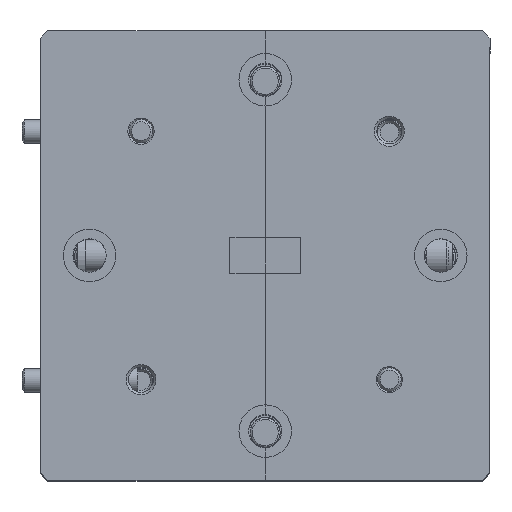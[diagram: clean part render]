
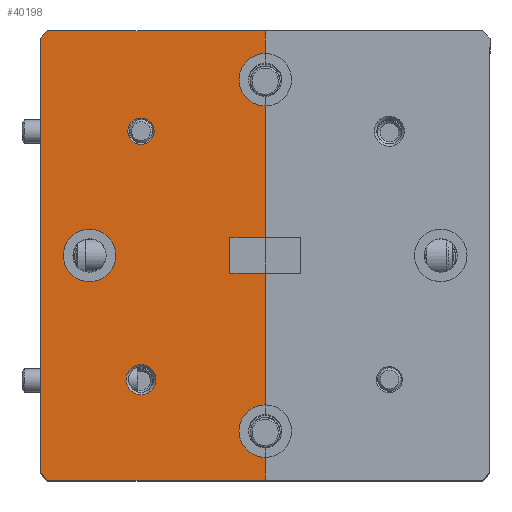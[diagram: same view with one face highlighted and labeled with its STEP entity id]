
A CAD part, top view. The second image highlights one B-rep face of the part: STEP entity #40198.
In plain terms, the highlighted planar face has unit normal (0, 0, 1).
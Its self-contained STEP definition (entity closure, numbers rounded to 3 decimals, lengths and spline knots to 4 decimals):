
#94 = CARTESIAN_POINT ( 'NONE',  ( -0.58, 0.6, 3.03 ) ) ;
#267 = VERTEX_POINT ( 'NONE', #43353 ) ;
#682 = CARTESIAN_POINT ( 'NONE',  ( -0.6, -0.6, 3.03 ) ) ;
#1400 = EDGE_CURVE ( 'NONE', #3174, #18057, #34510, .T. ) ;
#1495 = CIRCLE ( 'NONE', #10207, 0.04 ) ;
#1857 = EDGE_LOOP ( 'NONE', ( #12433, #41121, #39515, #17355, #9071, #27453, #42505, #18339, #34645, #7624, #30000, #26626, #22493, #9254 ) ) ;
#1862 = DIRECTION ( 'NONE',  ( 0.707, -0.707, 0. ) ) ;
#1913 = AXIS2_PLACEMENT_3D ( 'NONE', #14102, #35871, #17897 ) ;
#3174 = VERTEX_POINT ( 'NONE', #5936 ) ;
#3180 = ORIENTED_EDGE ( 'NONE', *, *, #4136, .F. ) ;
#4136 = EDGE_CURVE ( 'NONE', #39963, #39963, #1495, .T. ) ;
#4527 = CARTESIAN_POINT ( 'NONE',  ( 0., 0.6, 3.03 ) ) ;
#4846 = LINE ( 'NONE', #22641, #42114 ) ;
#5352 = DIRECTION ( 'NONE',  ( 0., -1., 0. ) ) ;
#5466 = LINE ( 'NONE', #4527, #7734 ) ;
#5936 = CARTESIAN_POINT ( 'NONE',  ( -0.094, -0.047, 3.03 ) ) ;
#6189 = DIRECTION ( 'NONE',  ( 1., 0., 0. ) ) ;
#6397 = FACE_OUTER_BOUND ( 'NONE', #1857, .T. ) ;
#6448 = CARTESIAN_POINT ( 'NONE',  ( -0.6, 0.6, 3.03 ) ) ;
#6993 = AXIS2_PLACEMENT_3D ( 'NONE', #31014, #23772, #41734 ) ;
#7624 = ORIENTED_EDGE ( 'NONE', *, *, #32062, .F. ) ;
#7734 = VECTOR ( 'NONE', #37496, 39.3701 ) ;
#8028 = AXIS2_PLACEMENT_3D ( 'NONE', #6448, #27802, #34878 ) ;
#8678 = LINE ( 'NONE', #12623, #35821 ) ;
#8796 = EDGE_CURVE ( 'NONE', #25132, #30226, #20695, .T. ) ;
#8972 = EDGE_CURVE ( 'NONE', #36458, #267, #19570, .T. ) ;
#9071 = ORIENTED_EDGE ( 'NONE', *, *, #10212, .T. ) ;
#9254 = ORIENTED_EDGE ( 'NONE', *, *, #30994, .F. ) ;
#9583 = DIRECTION ( 'NONE',  ( 1., 0., 0. ) ) ;
#10207 = AXIS2_PLACEMENT_3D ( 'NONE', #46424, #39486, #39645 ) ;
#10212 = EDGE_CURVE ( 'NONE', #25467, #28502, #8678, .T. ) ;
#10407 = EDGE_CURVE ( 'NONE', #18057, #14285, #43178, .T. ) ;
#11595 = DIRECTION ( 'NONE',  ( 1., 0., 0. ) ) ;
#11800 = DIRECTION ( 'NONE',  ( 0., 0., 1. ) ) ;
#12433 = ORIENTED_EDGE ( 'NONE', *, *, #8972, .F. ) ;
#12552 = VERTEX_POINT ( 'NONE', #35814 ) ;
#12623 = CARTESIAN_POINT ( 'NONE',  ( -0.6, 0.6, 3.03 ) ) ;
#13736 = VERTEX_POINT ( 'NONE', #16133 ) ;
#14102 = CARTESIAN_POINT ( 'NONE',  ( -0.3315, 0.3315, 3.03 ) ) ;
#14285 = VERTEX_POINT ( 'NONE', #27470 ) ;
#14549 = VERTEX_POINT ( 'NONE', #39461 ) ;
#14699 = DIRECTION ( 'NONE',  ( 0., -1., 0. ) ) ;
#15792 = LINE ( 'NONE', #22253, #33859 ) ;
#16133 = CARTESIAN_POINT ( 'NONE',  ( 0., -0.3988, 3.03 ) ) ;
#16407 = CARTESIAN_POINT ( 'NONE',  ( 0., 0.6, 3.03 ) ) ;
#16758 = CARTESIAN_POINT ( 'NONE',  ( -0.4687, 0.07, 3.03 ) ) ;
#16802 = EDGE_CURVE ( 'NONE', #24930, #43012, #26677, .T. ) ;
#16848 = DIRECTION ( 'NONE',  ( 0., 1., 0. ) ) ;
#17355 = ORIENTED_EDGE ( 'NONE', *, *, #32142, .T. ) ;
#17897 = DIRECTION ( 'NONE',  ( 0., 1., 0. ) ) ;
#18057 = VERTEX_POINT ( 'NONE', #19649 ) ;
#18339 = ORIENTED_EDGE ( 'NONE', *, *, #42276, .F. ) ;
#18752 = DIRECTION ( 'NONE',  ( 0., -1., 0. ) ) ;
#18939 = EDGE_CURVE ( 'NONE', #29219, #29219, #28787, .T. ) ;
#19038 = EDGE_CURVE ( 'NONE', #13736, #39912, #34418, .T. ) ;
#19354 = EDGE_CURVE ( 'NONE', #28502, #25132, #27697, .T. ) ;
#19570 = CIRCLE ( 'NONE', #6993, 0.07 ) ;
#19649 = CARTESIAN_POINT ( 'NONE',  ( -0.094, 0.047, 3.03 ) ) ;
#20119 = VECTOR ( 'NONE', #11595, 39.3701 ) ;
#20495 = VECTOR ( 'NONE', #23699, 39.3701 ) ;
#20695 = LINE ( 'NONE', #682, #20119 ) ;
#20964 = DIRECTION ( 'NONE',  ( 0., 1., 0. ) ) ;
#21710 = CARTESIAN_POINT ( 'NONE',  ( 0., -0.5388, 3.03 ) ) ;
#22253 = CARTESIAN_POINT ( 'NONE',  ( 0., 0.6, 3.03 ) ) ;
#22274 = CARTESIAN_POINT ( 'NONE',  ( -0.58, -0.6, 3.03 ) ) ;
#22371 = EDGE_CURVE ( 'NONE', #3174, #12552, #30332, .T. ) ;
#22493 = ORIENTED_EDGE ( 'NONE', *, *, #10407, .T. ) ;
#22596 = CARTESIAN_POINT ( 'NONE',  ( -0.4687, 0., 3.03 ) ) ;
#22641 = CARTESIAN_POINT ( 'NONE',  ( -0.59, 0.59, 3.03 ) ) ;
#22803 = FACE_BOUND ( 'NONE', #28123, .T. ) ;
#22853 = AXIS2_PLACEMENT_3D ( 'NONE', #28222, #31516, #16848 ) ;
#23311 = LINE ( 'NONE', #16407, #20495 ) ;
#23699 = DIRECTION ( 'NONE',  ( 0., -1., 0. ) ) ;
#23772 = DIRECTION ( 'NONE',  ( 0., 0., 1. ) ) ;
#24463 = EDGE_LOOP ( 'NONE', ( #27592 ) ) ;
#24700 = CARTESIAN_POINT ( 'NONE',  ( -0.6, -0.58, 3.03 ) ) ;
#24840 = CARTESIAN_POINT ( 'NONE',  ( -1.4039, 0.047, 3.03 ) ) ;
#24930 = VERTEX_POINT ( 'NONE', #94 ) ;
#25044 = FACE_BOUND ( 'NONE', #28647, .T. ) ;
#25132 = VERTEX_POINT ( 'NONE', #22274 ) ;
#25467 = VERTEX_POINT ( 'NONE', #27898 ) ;
#26204 = DIRECTION ( 'NONE',  ( 1., 0., 0. ) ) ;
#26434 = CARTESIAN_POINT ( 'NONE',  ( -0.3315, -0.2915, 3.03 ) ) ;
#26626 = ORIENTED_EDGE ( 'NONE', *, *, #1400, .T. ) ;
#26677 = LINE ( 'NONE', #31306, #27277 ) ;
#26928 = VECTOR ( 'NONE', #9583, 39.3701 ) ;
#27277 = VECTOR ( 'NONE', #6189, 39.3701 ) ;
#27453 = ORIENTED_EDGE ( 'NONE', *, *, #19354, .T. ) ;
#27470 = CARTESIAN_POINT ( 'NONE',  ( 0., 0.047, 3.03 ) ) ;
#27592 = ORIENTED_EDGE ( 'NONE', *, *, #18939, .F. ) ;
#27697 = LINE ( 'NONE', #30497, #40680 ) ;
#27802 = DIRECTION ( 'NONE',  ( 0., 0., 1. ) ) ;
#27898 = CARTESIAN_POINT ( 'NONE',  ( -0.6, 0.58, 3.03 ) ) ;
#28123 = EDGE_LOOP ( 'NONE', ( #3180 ) ) ;
#28222 = CARTESIAN_POINT ( 'NONE',  ( 0., -0.4688, 3.03 ) ) ;
#28446 = EDGE_CURVE ( 'NONE', #14549, #14549, #46911, .T. ) ;
#28502 = VERTEX_POINT ( 'NONE', #24700 ) ;
#28647 = EDGE_LOOP ( 'NONE', ( #33432 ) ) ;
#28678 = CARTESIAN_POINT ( 'NONE',  ( 0., 0.6, 3.03 ) ) ;
#28787 = CIRCLE ( 'NONE', #43097, 0.07 ) ;
#29219 = VERTEX_POINT ( 'NONE', #16758 ) ;
#30000 = ORIENTED_EDGE ( 'NONE', *, *, #22371, .F. ) ;
#30226 = VERTEX_POINT ( 'NONE', #39317 ) ;
#30332 = LINE ( 'NONE', #30763, #26928 ) ;
#30497 = CARTESIAN_POINT ( 'NONE',  ( -1.19, 0.01, 3.03 ) ) ;
#30763 = CARTESIAN_POINT ( 'NONE',  ( -1.4039, -0.047, 3.03 ) ) ;
#30994 = EDGE_CURVE ( 'NONE', #267, #14285, #5466, .T. ) ;
#31014 = CARTESIAN_POINT ( 'NONE',  ( 0., 0.4688, 3.03 ) ) ;
#31306 = CARTESIAN_POINT ( 'NONE',  ( -0.6, 0.6, 3.03 ) ) ;
#31516 = DIRECTION ( 'NONE',  ( 0., 0., 1. ) ) ;
#31808 = CARTESIAN_POINT ( 'NONE',  ( 0., 0.5388, 3.03 ) ) ;
#32062 = EDGE_CURVE ( 'NONE', #12552, #13736, #40988, .T. ) ;
#32142 = EDGE_CURVE ( 'NONE', #24930, #25467, #4846, .T. ) ;
#32294 = CARTESIAN_POINT ( 'NONE',  ( -0.094, 0., 3.03 ) ) ;
#33278 = DIRECTION ( 'NONE',  ( 0., 1., 0. ) ) ;
#33378 = VECTOR ( 'NONE', #20964, 39.3701 ) ;
#33432 = ORIENTED_EDGE ( 'NONE', *, *, #28446, .F. ) ;
#33484 = DIRECTION ( 'NONE',  ( -0.707, -0.707, 0. ) ) ;
#33663 = VECTOR ( 'NONE', #14699, 39.3701 ) ;
#33859 = VECTOR ( 'NONE', #18752, 39.3701 ) ;
#34418 = CIRCLE ( 'NONE', #22853, 0.07 ) ;
#34510 = LINE ( 'NONE', #32294, #33378 ) ;
#34645 = ORIENTED_EDGE ( 'NONE', *, *, #19038, .F. ) ;
#34878 = DIRECTION ( 'NONE',  ( 0., -1., 0. ) ) ;
#35151 = EDGE_CURVE ( 'NONE', #43012, #36458, #15792, .T. ) ;
#35197 = FACE_BOUND ( 'NONE', #24463, .T. ) ;
#35814 = CARTESIAN_POINT ( 'NONE',  ( 0., -0.047, 3.03 ) ) ;
#35821 = VECTOR ( 'NONE', #5352, 39.3701 ) ;
#35871 = DIRECTION ( 'NONE',  ( 0., 0., 1. ) ) ;
#36331 = CARTESIAN_POINT ( 'NONE',  ( 0., 0.6, 3.03 ) ) ;
#36458 = VERTEX_POINT ( 'NONE', #31808 ) ;
#37496 = DIRECTION ( 'NONE',  ( 0., -1., 0. ) ) ;
#37501 = VECTOR ( 'NONE', #26204, 39.3701 ) ;
#39317 = CARTESIAN_POINT ( 'NONE',  ( 0., -0.6, 3.03 ) ) ;
#39461 = CARTESIAN_POINT ( 'NONE',  ( -0.3315, 0.3665, 3.03 ) ) ;
#39486 = DIRECTION ( 'NONE',  ( 0., 0., 1. ) ) ;
#39515 = ORIENTED_EDGE ( 'NONE', *, *, #16802, .F. ) ;
#39645 = DIRECTION ( 'NONE',  ( 0., 1., 0. ) ) ;
#39912 = VERTEX_POINT ( 'NONE', #21710 ) ;
#39963 = VERTEX_POINT ( 'NONE', #26434 ) ;
#40198 = ADVANCED_FACE ( 'NONE', ( #25044, #22803, #6397, #35197 ), #42128, .T. ) ;
#40680 = VECTOR ( 'NONE', #1862, 39.3701 ) ;
#40988 = LINE ( 'NONE', #36331, #33663 ) ;
#41121 = ORIENTED_EDGE ( 'NONE', *, *, #35151, .F. ) ;
#41734 = DIRECTION ( 'NONE',  ( 0., 1., 0. ) ) ;
#42114 = VECTOR ( 'NONE', #33484, 39.3701 ) ;
#42128 = PLANE ( 'NONE',  #8028 ) ;
#42276 = EDGE_CURVE ( 'NONE', #39912, #30226, #23311, .T. ) ;
#42505 = ORIENTED_EDGE ( 'NONE', *, *, #8796, .T. ) ;
#43012 = VERTEX_POINT ( 'NONE', #28678 ) ;
#43097 = AXIS2_PLACEMENT_3D ( 'NONE', #22596, #11800, #33278 ) ;
#43178 = LINE ( 'NONE', #24840, #37501 ) ;
#43353 = CARTESIAN_POINT ( 'NONE',  ( 0., 0.3987, 3.03 ) ) ;
#46424 = CARTESIAN_POINT ( 'NONE',  ( -0.3315, -0.3315, 3.03 ) ) ;
#46911 = CIRCLE ( 'NONE', #1913, 0.035 ) ;
